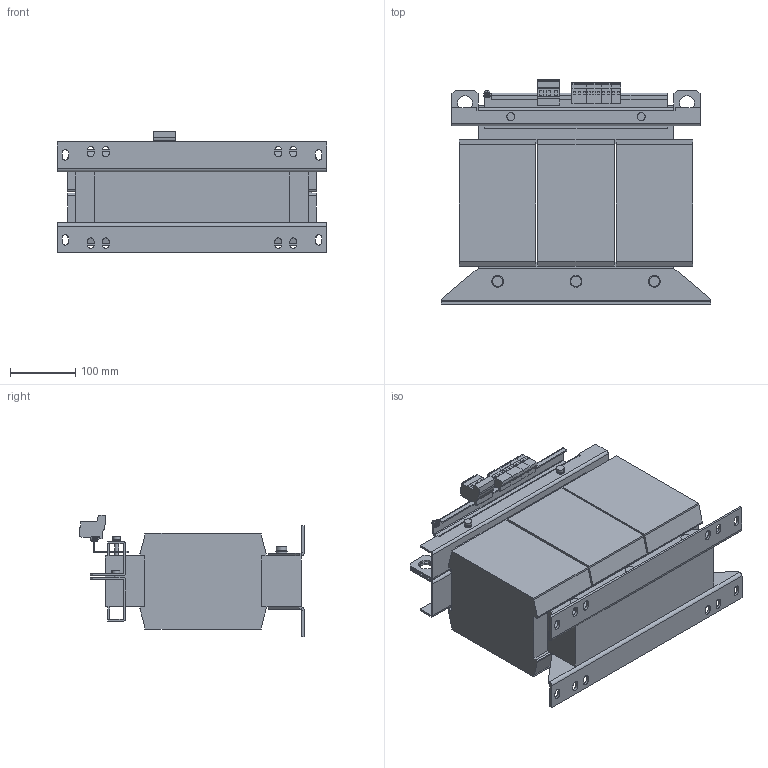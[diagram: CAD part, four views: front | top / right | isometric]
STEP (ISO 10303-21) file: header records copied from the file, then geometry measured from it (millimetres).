
FILE_DESCRIPTION (( 'STEP AP214' ), '1' );
FILE_NAME ('214578.STEP', '2020-05-28T18:46:57', ( '' ), ( '' ), 'SwSTEP 2.0', 'SolidWorks 2018', '' );
FILE_SCHEMA (( 'AUTOMOTIVE_DESIGN' ));
Length unit declared in the file: millimetre
Products named in the file (1): 214578
Bounding box: 412 x 343.95 x 186.55 mm (x, y, z)
Volume: 12790770.2 mm3; surface area: 783505.5 mm2
Topology: 1 solids, 1 shells, 720 faces, 1818 edges, 1142 vertices
Faces by surface type: plane 548, cylinder 166, cone 4, torus 2
Entity records: 21403 total; most frequent: CARTESIAN_POINT 3767, ORIENTED_EDGE 3636, DIRECTION 3593, EDGE_CURVE 1818, LINE 1445, VECTOR 1445, VERTEX_POINT 1142, AXIS2_PLACEMENT_3D 1074
